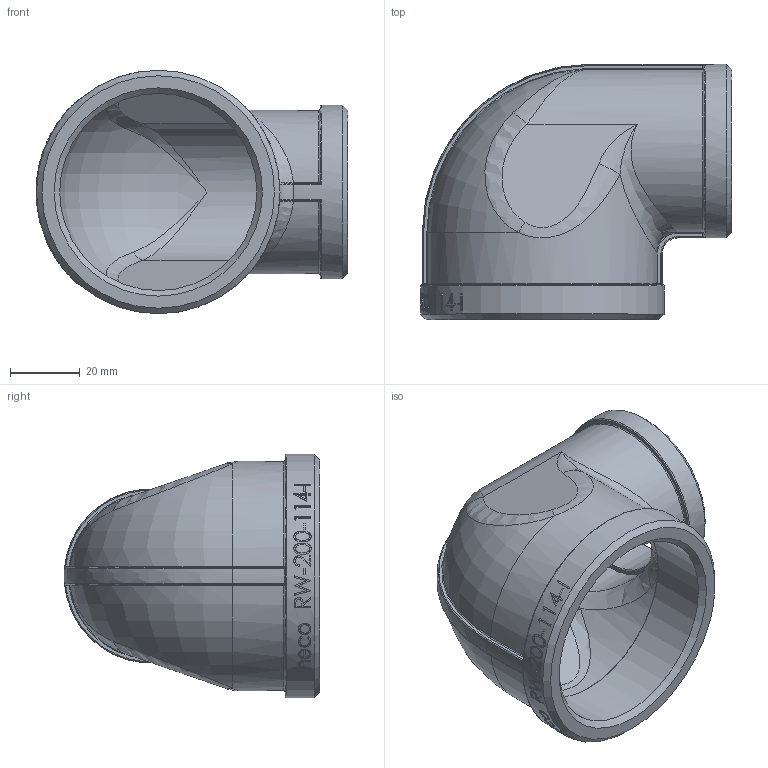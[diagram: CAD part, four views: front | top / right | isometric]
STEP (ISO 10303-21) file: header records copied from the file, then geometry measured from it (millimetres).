
FILE_DESCRIPTION (( 'STEP AP214' ), '1' );
FILE_NAME ('heco_RW-200-114-I.STEP', '2016-07-04T08:38:46', ( '' ), ( '' ), 'SwSTEP 2.0', 'SolidWorks 2011', '' );
FILE_SCHEMA (( 'AUTOMOTIVE_DESIGN' ));
Length unit declared in the file: millimetre
Products named in the file (1): heco_RW-200-114-I
Bounding box: 89.6 x 73.49 x 70 mm (x, y, z)
Volume: 58470.8 mm3; surface area: 34446.5 mm2
Topology: 1 solids, 1 shells, 295 faces, 732 edges, 449 vertices
Faces by surface type: bspline 121, plane 80, cylinder 58, torus 22, sphere 8, cone 6
Full cylindrical faces by diameter (mm): 38.952 x1, 41.6 x1, 50 x1, 56.656 x1, 60.6 x1, 70 x1
Entity records: 25160 total; most frequent: CARTESIAN_POINT 17455, ORIENTED_EDGE 1400, DIRECTION 872, EDGE_CURVE 700, VERTEX_POINT 444, AXIS2_PLACEMENT_3D 361, B_SPLINE_CURVE_WITH_KNOTS 360, EDGE_LOOP 334
